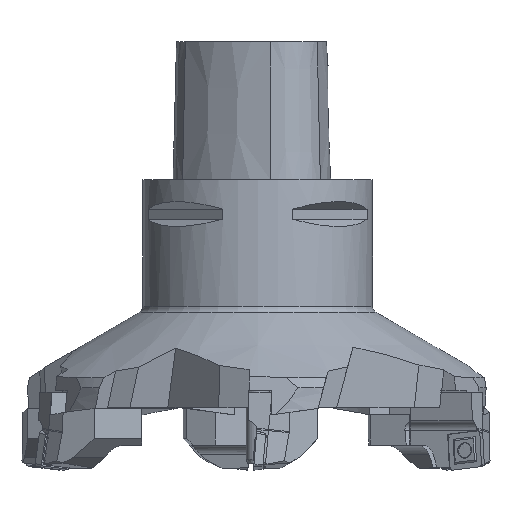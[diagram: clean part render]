
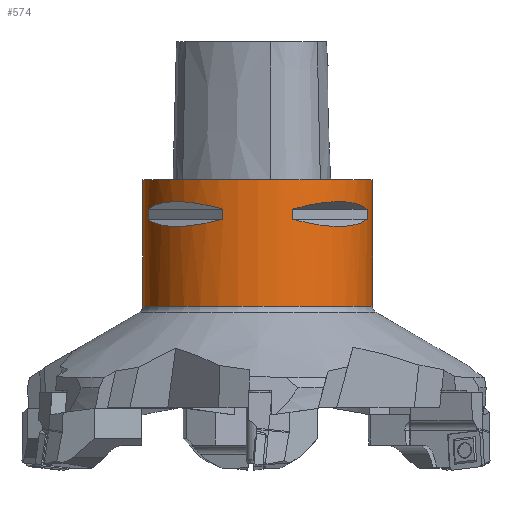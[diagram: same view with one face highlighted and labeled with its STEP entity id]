
A CAD part, left-side view. The second image highlights one B-rep face of the part: STEP entity #574.
In plain terms, the highlighted cylindrical face has radius 40 mm (diameter 80 mm), a full revolution.
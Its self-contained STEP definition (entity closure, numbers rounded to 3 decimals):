
#574=ADVANCED_FACE('',(#854,#855,#856,#857,#858,#859),#760,.T.);
#760=CYLINDRICAL_SURFACE('',#3754,40.);
#776=CIRCLE('',#3748,40.);
#777=CIRCLE('',#3753,40.);
#854=FACE_BOUND('',#920,.T.);
#855=FACE_BOUND('',#921,.T.);
#856=FACE_BOUND('',#922,.T.);
#857=FACE_BOUND('',#923,.T.);
#858=FACE_BOUND('',#924,.T.);
#859=FACE_BOUND('',#925,.T.);
#920=EDGE_LOOP('',(#1188,#1189,#1190,#1191));
#921=EDGE_LOOP('',(#1192,#1193,#1194,#1195));
#922=EDGE_LOOP('',(#1196));
#923=EDGE_LOOP('',(#1197,#1198,#1199,#1200));
#924=EDGE_LOOP('',(#1201,#1202,#1203,#1204));
#925=EDGE_LOOP('',(#1205));
#1141=ELLIPSE('',#3744,46.188,40.);
#1142=ELLIPSE('',#3745,46.188,40.);
#1143=ELLIPSE('',#3746,46.188,40.);
#1144=ELLIPSE('',#3747,46.188,40.);
#1145=ELLIPSE('',#3749,46.188,40.);
#1146=ELLIPSE('',#3750,46.188,40.);
#1147=ELLIPSE('',#3751,46.188,40.);
#1148=ELLIPSE('',#3752,46.188,40.);
#1188=ORIENTED_EDGE('',*,*,#2511,.T.);
#1189=ORIENTED_EDGE('',*,*,#2512,.T.);
#1190=ORIENTED_EDGE('',*,*,#2513,.T.);
#1191=ORIENTED_EDGE('',*,*,#2514,.T.);
#1192=ORIENTED_EDGE('',*,*,#2515,.T.);
#1193=ORIENTED_EDGE('',*,*,#2516,.T.);
#1194=ORIENTED_EDGE('',*,*,#2517,.T.);
#1195=ORIENTED_EDGE('',*,*,#2518,.T.);
#1196=ORIENTED_EDGE('',*,*,#2519,.T.);
#1197=ORIENTED_EDGE('',*,*,#2520,.T.);
#1198=ORIENTED_EDGE('',*,*,#2521,.T.);
#1199=ORIENTED_EDGE('',*,*,#2522,.T.);
#1200=ORIENTED_EDGE('',*,*,#2523,.T.);
#1201=ORIENTED_EDGE('',*,*,#2524,.T.);
#1202=ORIENTED_EDGE('',*,*,#2525,.T.);
#1203=ORIENTED_EDGE('',*,*,#2526,.T.);
#1204=ORIENTED_EDGE('',*,*,#2527,.T.);
#1205=ORIENTED_EDGE('',*,*,#2528,.T.);
#2168=VERTEX_POINT('',#5063);
#2169=VERTEX_POINT('',#5064);
#2170=VERTEX_POINT('',#5066);
#2171=VERTEX_POINT('',#5068);
#2172=VERTEX_POINT('',#5071);
#2173=VERTEX_POINT('',#5072);
#2174=VERTEX_POINT('',#5074);
#2175=VERTEX_POINT('',#5076);
#2176=VERTEX_POINT('',#5079);
#2177=VERTEX_POINT('',#5081);
#2178=VERTEX_POINT('',#5082);
#2179=VERTEX_POINT('',#5084);
#2180=VERTEX_POINT('',#5086);
#2181=VERTEX_POINT('',#5089);
#2182=VERTEX_POINT('',#5090);
#2183=VERTEX_POINT('',#5092);
#2184=VERTEX_POINT('',#5094);
#2185=VERTEX_POINT('',#5097);
#2511=EDGE_CURVE('',#2168,#2169,#3001,.T.);
#2512=EDGE_CURVE('',#2169,#2170,#1141,.T.);
#2513=EDGE_CURVE('',#2170,#2171,#3002,.T.);
#2514=EDGE_CURVE('',#2171,#2168,#1142,.T.);
#2515=EDGE_CURVE('',#2172,#2173,#3003,.T.);
#2516=EDGE_CURVE('',#2173,#2174,#1143,.T.);
#2517=EDGE_CURVE('',#2174,#2175,#3004,.T.);
#2518=EDGE_CURVE('',#2175,#2172,#1144,.T.);
#2519=EDGE_CURVE('',#2176,#2176,#776,.T.);
#2520=EDGE_CURVE('',#2177,#2178,#3005,.T.);
#2521=EDGE_CURVE('',#2178,#2179,#1145,.T.);
#2522=EDGE_CURVE('',#2179,#2180,#3006,.T.);
#2523=EDGE_CURVE('',#2180,#2177,#1146,.T.);
#2524=EDGE_CURVE('',#2181,#2182,#3007,.T.);
#2525=EDGE_CURVE('',#2182,#2183,#1147,.T.);
#2526=EDGE_CURVE('',#2183,#2184,#3008,.T.);
#2527=EDGE_CURVE('',#2184,#2181,#1148,.T.);
#2528=EDGE_CURVE('',#2185,#2185,#777,.T.);
#3001=LINE('',#5062,#3300);
#3002=LINE('',#5067,#3301);
#3003=LINE('',#5070,#3302);
#3004=LINE('',#5075,#3303);
#3005=LINE('',#5080,#3304);
#3006=LINE('',#5085,#3305);
#3007=LINE('',#5088,#3306);
#3008=LINE('',#5093,#3307);
#3300=VECTOR('',#4090,1.);
#3301=VECTOR('',#4093,1.);
#3302=VECTOR('',#4096,1.);
#3303=VECTOR('',#4099,1.);
#3304=VECTOR('',#4104,1.);
#3305=VECTOR('',#4107,1.);
#3306=VECTOR('',#4110,1.);
#3307=VECTOR('',#4113,1.);
#3744=AXIS2_PLACEMENT_3D('',#5065,#4091,#4092);
#3745=AXIS2_PLACEMENT_3D('',#5069,#4094,#4095);
#3746=AXIS2_PLACEMENT_3D('',#5073,#4097,#4098);
#3747=AXIS2_PLACEMENT_3D('',#5077,#4100,#4101);
#3748=AXIS2_PLACEMENT_3D('',#5078,#4102,#4103);
#3749=AXIS2_PLACEMENT_3D('',#5083,#4105,#4106);
#3750=AXIS2_PLACEMENT_3D('',#5087,#4108,#4109);
#3751=AXIS2_PLACEMENT_3D('',#5091,#4111,#4112);
#3752=AXIS2_PLACEMENT_3D('',#5095,#4114,#4115);
#3753=AXIS2_PLACEMENT_3D('',#5096,#4116,#4117);
#3754=AXIS2_PLACEMENT_3D('',#5098,#4118,#4119);
#4090=DIRECTION('',(0.,0.,1.));
#4091=DIRECTION('',(-0.354,-0.354,0.866));
#4092=DIRECTION('',(-0.612,-0.612,-0.5));
#4093=DIRECTION('',(0.,0.,-1.));
#4094=DIRECTION('',(-0.354,-0.354,-0.866));
#4095=DIRECTION('',(0.612,0.612,-0.5));
#4096=DIRECTION('',(0.,0.,1.));
#4097=DIRECTION('',(0.354,0.354,0.866));
#4098=DIRECTION('',(0.612,0.612,-0.5));
#4099=DIRECTION('',(0.,0.,-1.));
#4100=DIRECTION('',(0.354,0.354,-0.866));
#4101=DIRECTION('',(-0.612,-0.612,-0.5));
#4102=DIRECTION('',(0.,0.,-1.));
#4103=DIRECTION('',(-1.,0.,0.));
#4104=DIRECTION('',(0.,0.,1.));
#4105=DIRECTION('',(0.354,-0.354,0.866));
#4106=DIRECTION('',(0.612,-0.612,-0.5));
#4107=DIRECTION('',(0.,0.,-1.));
#4108=DIRECTION('',(0.354,-0.354,-0.866));
#4109=DIRECTION('',(-0.612,0.612,-0.5));
#4110=DIRECTION('',(0.,0.,1.));
#4111=DIRECTION('',(-0.354,0.354,0.866));
#4112=DIRECTION('',(-0.612,0.612,-0.5));
#4113=DIRECTION('',(0.,0.,-1.));
#4114=DIRECTION('',(-0.354,0.354,-0.866));
#4115=DIRECTION('',(0.612,-0.612,-0.5));
#4116=DIRECTION('',(0.,0.,1.));
#4117=DIRECTION('',(1.,0.,0.));
#4118=DIRECTION('',(0.,0.,1.));
#4119=DIRECTION('',(1.,0.,0.));
#5062=CARTESIAN_POINT('',(38.115,12.133,0.));
#5063=CARTESIAN_POINT('',(38.115,12.133,-13.75));
#5064=CARTESIAN_POINT('',(38.115,12.133,-10.25));
#5065=CARTESIAN_POINT('',(0.,0.,-30.764));
#5066=CARTESIAN_POINT('',(12.133,38.115,-10.25));
#5067=CARTESIAN_POINT('',(12.133,38.115,0.));
#5068=CARTESIAN_POINT('',(12.133,38.115,-13.75));
#5069=CARTESIAN_POINT('',(0.,0.,6.764));
#5070=CARTESIAN_POINT('',(-38.115,-12.133,0.));
#5071=CARTESIAN_POINT('',(-38.115,-12.133,-13.75));
#5072=CARTESIAN_POINT('',(-38.115,-12.133,-10.25));
#5073=CARTESIAN_POINT('',(0.,0.,-30.764));
#5074=CARTESIAN_POINT('',(-12.133,-38.115,-10.25));
#5075=CARTESIAN_POINT('',(-12.133,-38.115,0.));
#5076=CARTESIAN_POINT('',(-12.133,-38.115,-13.75));
#5077=CARTESIAN_POINT('',(0.,0.,6.764));
#5078=CARTESIAN_POINT('',(0.,0.,0.));
#5079=CARTESIAN_POINT('',(-40.,0.,0.));
#5080=CARTESIAN_POINT('',(-12.133,38.115,0.));
#5081=CARTESIAN_POINT('',(-12.133,38.115,-13.75));
#5082=CARTESIAN_POINT('',(-12.133,38.115,-10.25));
#5083=CARTESIAN_POINT('',(0.,0.,-30.764));
#5084=CARTESIAN_POINT('',(-38.115,12.133,-10.25));
#5085=CARTESIAN_POINT('',(-38.115,12.133,0.));
#5086=CARTESIAN_POINT('',(-38.115,12.133,-13.75));
#5087=CARTESIAN_POINT('',(0.,0.,6.764));
#5088=CARTESIAN_POINT('',(12.133,-38.115,0.));
#5089=CARTESIAN_POINT('',(12.133,-38.115,-13.75));
#5090=CARTESIAN_POINT('',(12.133,-38.115,-10.25));
#5091=CARTESIAN_POINT('',(0.,0.,-30.764));
#5092=CARTESIAN_POINT('',(38.115,-12.133,-10.25));
#5093=CARTESIAN_POINT('',(38.115,-12.133,0.));
#5094=CARTESIAN_POINT('',(38.115,-12.133,-13.75));
#5095=CARTESIAN_POINT('',(0.,0.,6.764));
#5096=CARTESIAN_POINT('',(0.,0.,-44.109));
#5097=CARTESIAN_POINT('',(40.,0.,-44.109));
#5098=CARTESIAN_POINT('',(0.,0.,26.));
